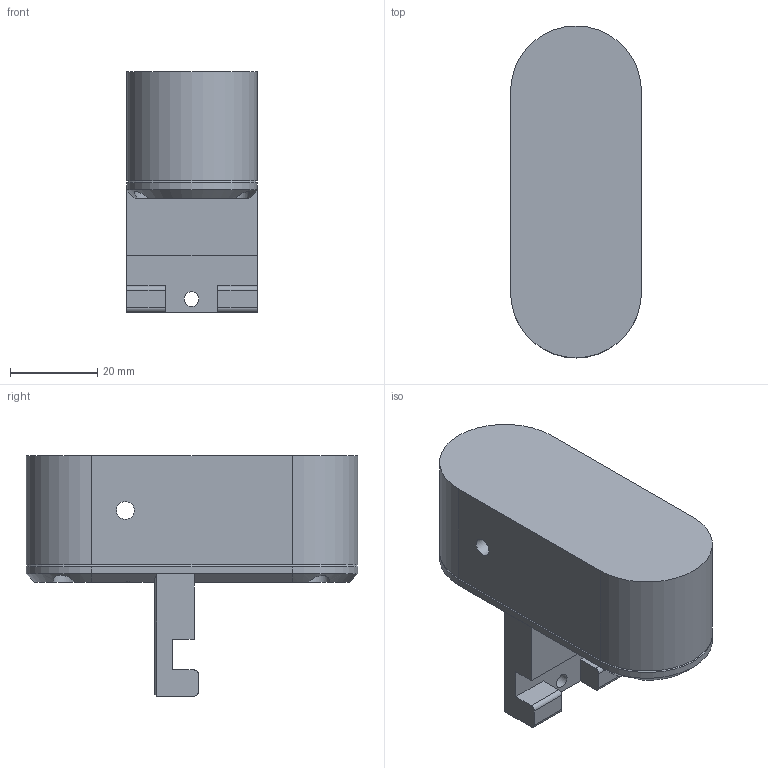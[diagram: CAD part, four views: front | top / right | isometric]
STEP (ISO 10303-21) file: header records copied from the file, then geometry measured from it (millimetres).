
FILE_DESCRIPTION(/* description */ (''),/* implementation_level */ '2;1');
FILE_NAME(/* name */ 'BTT-Smart-Filament-Sensor-Mount.step',/* time_stamp */ '2022-10-26T10:51:49-04:00',/* author */ (''),/* organization */ (''),/* preprocessor_version */ 'ST-DEVELOPER v19.2',/* originating_system */ 'Autodesk Translation Framework v11.17.0.187',/* authorisation */ '');
FILE_SCHEMA (('AUTOMOTIVE_DESIGN { 1 0 10303 214 3 1 1 }'));
Length unit declared in the file: millimetre
Products named in the file (9): BTT Smart Filament Sensor Mount; Sensor Dummy; Mount; 2020 Mount; M3 Threaded Insert (68) (1); M3 Threaded Insert (68) (2); Sensor Back; 92095A181_Button Head Hex Drive Screw; 92095A181_Button Head Hex Drive Screw (1)
Assembly tree (8 placements, depth 4):
  BTT Smart Filament Sensor Mount
    Sensor Dummy
    Mount
      2020 Mount
        M3 Threaded Insert (68) (1)
        M3 Threaded Insert (68) (2)
      Sensor Back
        92095A181_Button Head Hex Drive Screw
        92095A181_Button Head Hex Drive Screw (1)
Bounding box: 30 x 76 x 55.04 mm (x, y, z)
Volume: 64280.6 mm3; surface area: 18453.1 mm2
Topology: 7 solids, 7 shells, 457 faces, 1200 edges, 781 vertices
Faces by surface type: cylinder 162, bspline 160, plane 94, cone 39, sphere 2
Full cylindrical faces by diameter (mm): 2.35 x28, 2.9 x2, 3 x28, 3.4 x17, 4.1 x1, 4.2 x2, 4.25 x2, 4.6 x2, 4.7 x2, 5.7 x2, 6 x8
Entity records: 24063 total; most frequent: CARTESIAN_POINT 14101, ORIENTED_EDGE 2400, DIRECTION 1413, EDGE_CURVE 1200, VERTEX_POINT 781, B_SPLINE_CURVE_WITH_KNOTS 670, AXIS2_PLACEMENT_3D 581, EDGE_LOOP 505
